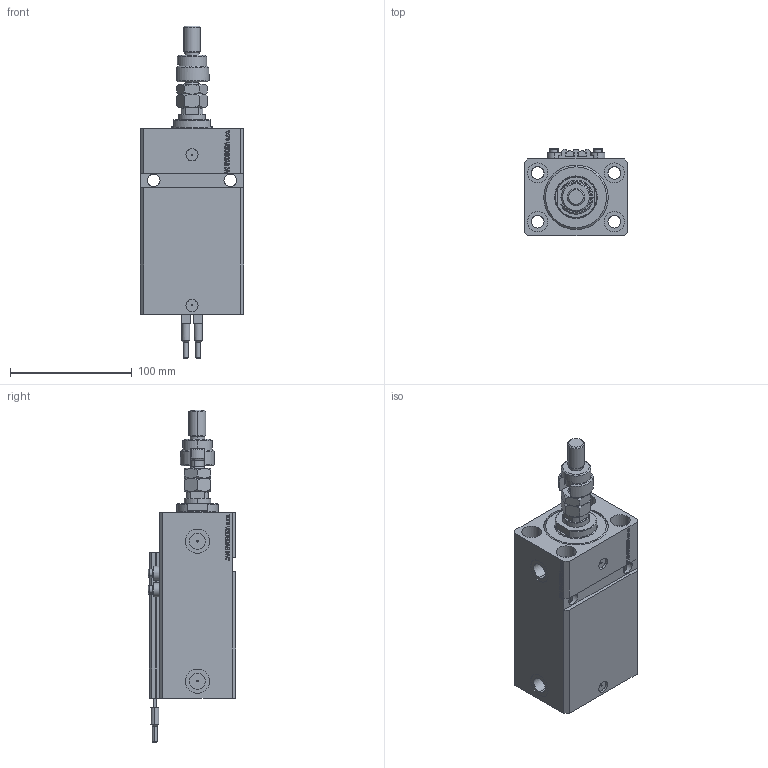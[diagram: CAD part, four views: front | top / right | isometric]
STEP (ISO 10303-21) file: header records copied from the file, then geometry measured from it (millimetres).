
FILE_DESCRIPTION (( 'STEP AP203' ), '1' );
FILE_NAME ('eb30.STEP', '2022-04-09T14:00:30', ( '' ), ( '' ), 'SwSTEP 2.0', 'SolidWorks 2019', '' );
FILE_SCHEMA (( 'CONFIG_CONTROL_DESIGN' ));
Length unit declared in the file: millimetre
Products named in the file (9): FEMALE_PART_FOR_DFA 7a0c487a9d9d98d745d647272d59e467; eb30; MFA 7a0c487a9d9d98d745d647272d59e467; ALLEN BOLT V250CE 7a0c487a9d9d98d745d647272d59e467; V250CE_E_Body 7a0c487a9d9d98d745d647272d59e467; SWITCH_V250CE 7a0c487a9d9d98d745d647272d59e467; DFA 7a0c487a9d9d98d745d647272d59e467; V250CE_C_VCP 7a0c487a9d9d98d745d647272d59e467; V250CE_VC_E 7a0c487a9d9d98d745d647272d59e467
Assembly tree (12 placements, depth 3):
  eb30
    V250CE_E_Body 7a0c487a9d9d98d745d647272d59e467
    ALLEN BOLT V250CE 7a0c487a9d9d98d745d647272d59e467  x4
    V250CE_C_VCP 7a0c487a9d9d98d745d647272d59e467
    V250CE_VC_E 7a0c487a9d9d98d745d647272d59e467
    DFA 7a0c487a9d9d98d745d647272d59e467
      FEMALE_PART_FOR_DFA 7a0c487a9d9d98d745d647272d59e467
      MFA 7a0c487a9d9d98d745d647272d59e467
    SWITCH_V250CE 7a0c487a9d9d98d745d647272d59e467  x2
Bounding box: 85 x 72 x 272.9 mm (x, y, z)
Volume: 713522.8 mm3; surface area: 152782 mm2
Topology: 12 solids, 12 shells, 1240 faces, 3057 edges, 1961 vertices
Faces by surface type: plane 599, bspline 356, cylinder 163, cone 100, torus 22
Entity records: 51753 total; most frequent: CARTESIAN_POINT 25849, ORIENTED_EDGE 5696, DIRECTION 3968, EDGE_CURVE 2848, VERTEX_POINT 1847, LINE 1684, VECTOR 1684, EDGE_LOOP 1281
